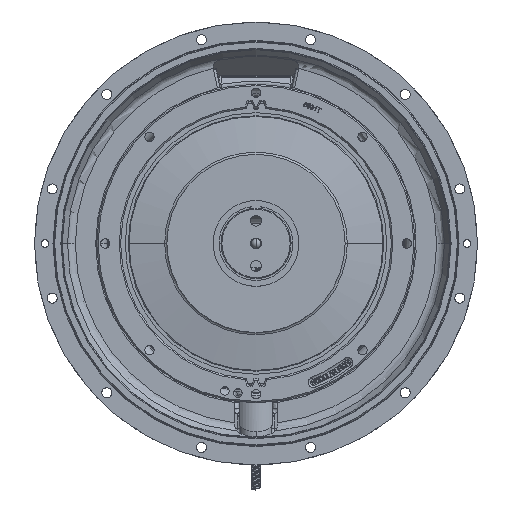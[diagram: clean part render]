
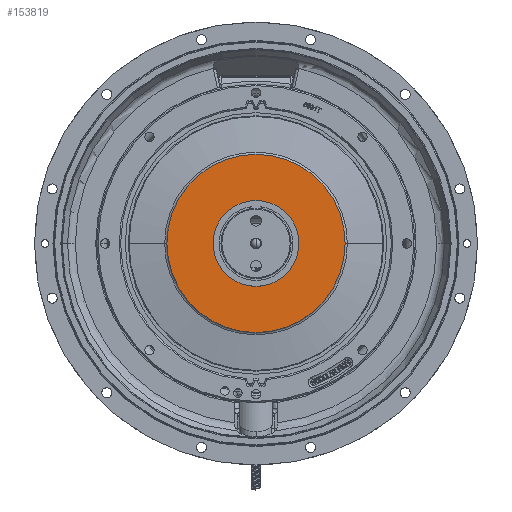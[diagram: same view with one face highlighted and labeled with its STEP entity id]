
A CAD part, top view. The second image highlights one B-rep face of the part: STEP entity #153819.
In plain terms, the highlighted planar face has unit normal (0, 0, 1).
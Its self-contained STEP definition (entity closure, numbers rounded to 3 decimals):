
#1120 = VERTEX_POINT ( 'NONE', #97298 ) ;
#7406 = EDGE_CURVE ( 'NONE', #175773, #15284, #161893, .T. ) ;
#7602 = DIRECTION ( 'NONE',  ( 0., 0., 1. ) ) ;
#12217 = DIRECTION ( 'NONE',  ( 0., 0., 1. ) ) ;
#14143 = ORIENTED_EDGE ( 'NONE', *, *, #105040, .T. ) ;
#15284 = VERTEX_POINT ( 'NONE', #120539 ) ;
#16104 = AXIS2_PLACEMENT_3D ( 'NONE', #73692, #117631, #16928 ) ;
#16216 = AXIS2_PLACEMENT_3D ( 'NONE', #90884, #131617, #129833 ) ;
#16928 = DIRECTION ( 'NONE',  ( -1., 0., 0. ) ) ;
#25323 = CARTESIAN_POINT ( 'NONE',  ( 1.192, 43.456, 49.64 ) ) ;
#26808 = DIRECTION ( 'NONE',  ( 1., 0., 0. ) ) ;
#30238 = DIRECTION ( 'NONE',  ( 0., 0., -1. ) ) ;
#30893 = ORIENTED_EDGE ( 'NONE', *, *, #39729, .T. ) ;
#33756 = FACE_OUTER_BOUND ( 'NONE', #121478, .T. ) ;
#33954 = CIRCLE ( 'NONE', #68423, 41.23 ) ;
#35537 = PLANE ( 'NONE',  #86755 ) ;
#36295 = ORIENTED_EDGE ( 'NONE', *, *, #7406, .T. ) ;
#38505 = CARTESIAN_POINT ( 'NONE',  ( -98.561, 0., 49.64 ) ) ;
#38511 = DIRECTION ( 'NONE',  ( 0., 0., -1. ) ) ;
#39399 = CARTESIAN_POINT ( 'NONE',  ( 0., 0., 49.64 ) ) ;
#39729 = EDGE_CURVE ( 'NONE', #114766, #102643, #33954, .T. ) ;
#43621 = CARTESIAN_POINT ( 'NONE',  ( 0., 0., 49.64 ) ) ;
#46323 = CARTESIAN_POINT ( 'NONE',  ( 0., 0., 49.64 ) ) ;
#46654 = EDGE_CURVE ( 'NONE', #83499, #114766, #171740, .T. ) ;
#52009 = CIRCLE ( 'NONE', #152945, 43.472 ) ;
#65160 = CARTESIAN_POINT ( 'NONE',  ( -2.516, 41.153, 49.64 ) ) ;
#68423 = AXIS2_PLACEMENT_3D ( 'NONE', #39399, #38511, #26808 ) ;
#72469 = AXIS2_PLACEMENT_3D ( 'NONE', #43621, #12217, #150240 ) ;
#73692 = CARTESIAN_POINT ( 'NONE',  ( 0., 0., 49.64 ) ) ;
#75248 = ORIENTED_EDGE ( 'NONE', *, *, #46654, .T. ) ;
#75782 = ORIENTED_EDGE ( 'NONE', *, *, #132163, .T. ) ;
#81666 = DIRECTION ( 'NONE',  ( -1., 0., 0. ) ) ;
#83499 = VERTEX_POINT ( 'NONE', #25323 ) ;
#85082 = EDGE_CURVE ( 'NONE', #1120, #83499, #52009, .T. ) ;
#86755 = AXIS2_PLACEMENT_3D ( 'NONE', #46323, #7602, #170860 ) ;
#90884 = CARTESIAN_POINT ( 'NONE',  ( -17.873, 30.956, 49.64 ) ) ;
#93737 = CIRCLE ( 'NONE', #16104, 98.561 ) ;
#96897 = CARTESIAN_POINT ( 'NONE',  ( 17.873, 30.956, 49.64 ) ) ;
#97298 = CARTESIAN_POINT ( 'NONE',  ( -1.192, 43.456, 49.64 ) ) ;
#101340 = FACE_BOUND ( 'NONE', #125076, .T. ) ;
#102643 = VERTEX_POINT ( 'NONE', #65160 ) ;
#105040 = EDGE_CURVE ( 'NONE', #15284, #175773, #93737, .T. ) ;
#114766 = VERTEX_POINT ( 'NONE', #117594 ) ;
#117594 = CARTESIAN_POINT ( 'NONE',  ( 2.516, 41.153, 49.64 ) ) ;
#117631 = DIRECTION ( 'NONE',  ( 0., 0., 1. ) ) ;
#117730 = ORIENTED_EDGE ( 'NONE', *, *, #85082, .T. ) ;
#120273 = CIRCLE ( 'NONE', #172183, 22.797 ) ;
#120539 = CARTESIAN_POINT ( 'NONE',  ( 98.561, 0., 49.64 ) ) ;
#120606 = DIRECTION ( 'NONE',  ( 0., 0., -1. ) ) ;
#121478 = EDGE_LOOP ( 'NONE', ( #14143, #36295 ) ) ;
#125076 = EDGE_LOOP ( 'NONE', ( #75248, #30893, #75782, #117730 ) ) ;
#129833 = DIRECTION ( 'NONE',  ( -1., 0., 0. ) ) ;
#131617 = DIRECTION ( 'NONE',  ( 0., 0., -1. ) ) ;
#132163 = EDGE_CURVE ( 'NONE', #102643, #1120, #120273, .T. ) ;
#145069 = DIRECTION ( 'NONE',  ( -1., 0., 0. ) ) ;
#150240 = DIRECTION ( 'NONE',  ( -1., 0., 0. ) ) ;
#152945 = AXIS2_PLACEMENT_3D ( 'NONE', #173005, #120606, #145069 ) ;
#153819 = ADVANCED_FACE ( 'NONE', ( #33756, #101340 ), #35537, .T. ) ;
#161893 = CIRCLE ( 'NONE', #72469, 98.561 ) ;
#170860 = DIRECTION ( 'NONE',  ( 1., 0., 0. ) ) ;
#171740 = CIRCLE ( 'NONE', #16216, 22.797 ) ;
#172183 = AXIS2_PLACEMENT_3D ( 'NONE', #96897, #30238, #81666 ) ;
#173005 = CARTESIAN_POINT ( 'NONE',  ( 0., 0., 49.64 ) ) ;
#175773 = VERTEX_POINT ( 'NONE', #38505 ) ;
